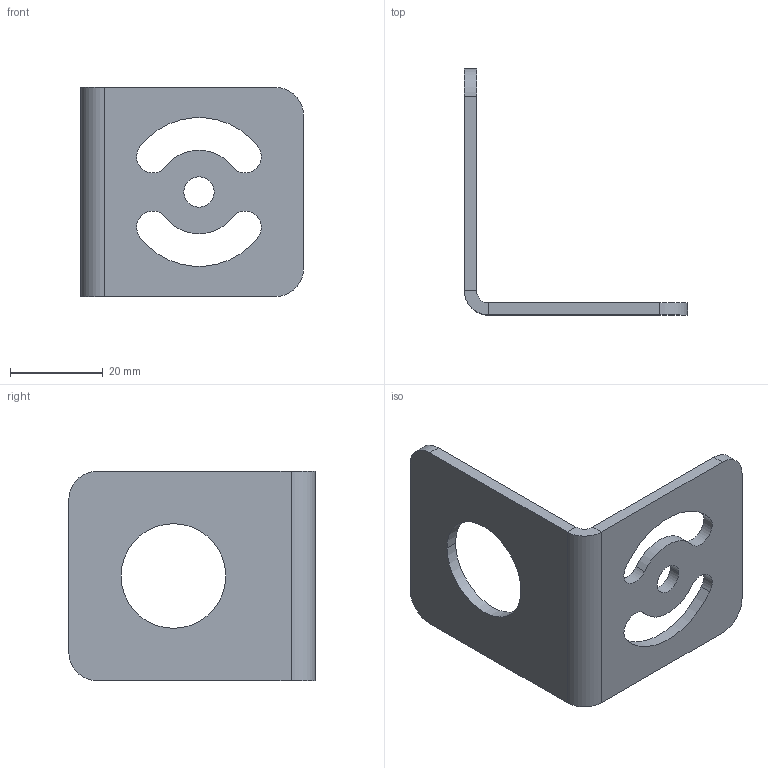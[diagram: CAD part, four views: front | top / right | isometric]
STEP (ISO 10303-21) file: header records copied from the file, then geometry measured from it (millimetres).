
FILE_DESCRIPTION((''),'2;1');
FILE_NAME('147883_SW','2009-07-06T',('banengservice'),('BANNER ENGINEERING'),'PRO/ENGINEER BY PARAMETRIC TECHNOLOGY CORPORATION, 2006170','PRO/ENGINEER BY PARAMETRIC TECHNOLOGY CORPORATION, 2006170','');
FILE_SCHEMA(('CONFIG_CONTROL_DESIGN'));
Length unit declared in the file: inch
Products named in the file (1): 147883_SW
Bounding box: 48 x 53 x 45 mm (x, y, z)
Volume: 9081.8 mm3; surface area: 8285.9 mm2
Topology: 1 solids, 1 shells, 30 faces, 76 edges, 48 vertices
Faces by surface type: cylinder 18, plane 12
Entity records: 968 total; most frequent: DIRECTION 172, CARTESIAN_POINT 154, ORIENTED_EDGE 152, EDGE_CURVE 76, AXIS2_PLACEMENT_3D 66, VERTEX_POINT 48, VECTOR 40, LINE 40
